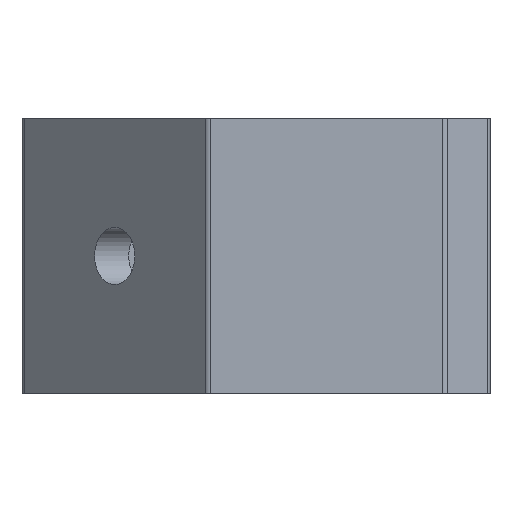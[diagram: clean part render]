
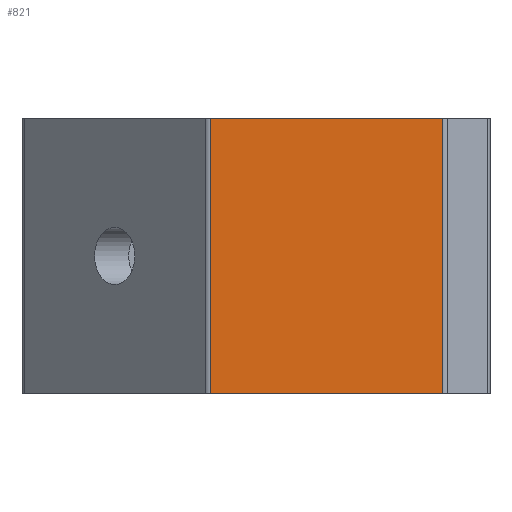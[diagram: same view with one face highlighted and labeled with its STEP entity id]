
A CAD part, left-side view. The second image highlights one B-rep face of the part: STEP entity #821.
In plain terms, the highlighted planar face has unit normal (-1, 0, 0).
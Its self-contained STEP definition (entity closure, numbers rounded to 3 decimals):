
#51=PLANE('',#920);
#85=FACE_OUTER_BOUND('',#135,.T.);
#135=EDGE_LOOP('',(#670,#671,#672,#673));
#197=LINE('',#1324,#276);
#199=LINE('',#1330,#278);
#209=LINE('',#1368,#288);
#210=LINE('',#1369,#289);
#276=VECTOR('',#1074,10.);
#278=VECTOR('',#1080,10.);
#288=VECTOR('',#1110,10.);
#289=VECTOR('',#1111,10.);
#391=VERTEX_POINT('',#1321);
#392=VERTEX_POINT('',#1323);
#394=VERTEX_POINT('',#1329);
#412=VERTEX_POINT('',#1367);
#485=EDGE_CURVE('',#391,#392,#197,.T.);
#488=EDGE_CURVE('',#394,#392,#199,.T.);
#507=EDGE_CURVE('',#412,#391,#209,.T.);
#508=EDGE_CURVE('',#394,#412,#210,.T.);
#670=ORIENTED_EDGE('',*,*,#485,.F.);
#671=ORIENTED_EDGE('',*,*,#507,.F.);
#672=ORIENTED_EDGE('',*,*,#508,.F.);
#673=ORIENTED_EDGE('',*,*,#488,.T.);
#821=ADVANCED_FACE('',(#85),#51,.T.);
#920=AXIS2_PLACEMENT_3D('',#1366,#1108,#1109);
#1074=DIRECTION('',(0.,0.,-1.));
#1080=DIRECTION('',(0.,-1.,0.));
#1108=DIRECTION('center_axis',(-1.,0.,0.));
#1109=DIRECTION('ref_axis',(0.,-1.,0.));
#1110=DIRECTION('',(0.,-1.,0.));
#1111=DIRECTION('',(0.,0.,1.));
#1321=CARTESIAN_POINT('',(-28.991,-31.983,40.));
#1323=CARTESIAN_POINT('',(-28.991,-31.983,0.));
#1324=CARTESIAN_POINT('',(-28.991,-31.983,0.));
#1329=CARTESIAN_POINT('',(-28.991,1.707,0.));
#1330=CARTESIAN_POINT('',(-28.991,2.121,0.));
#1366=CARTESIAN_POINT('Origin',(-28.991,2.121,0.));
#1367=CARTESIAN_POINT('',(-28.991,1.707,40.));
#1368=CARTESIAN_POINT('',(-28.991,2.121,40.));
#1369=CARTESIAN_POINT('',(-28.991,1.707,0.));
